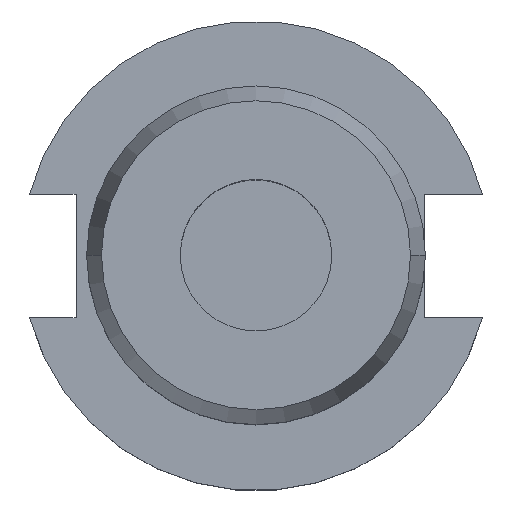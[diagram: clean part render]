
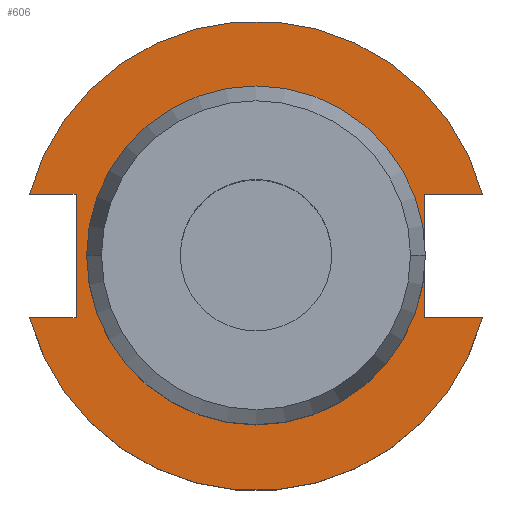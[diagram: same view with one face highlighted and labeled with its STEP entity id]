
A CAD part, top view. The second image highlights one B-rep face of the part: STEP entity #606.
In plain terms, the highlighted planar face has unit normal (0, 0, 1).
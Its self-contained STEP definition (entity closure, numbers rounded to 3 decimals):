
#7 = DIRECTION ( 'NONE',  ( 1., 0., 0. ) ) ;
#33 = CARTESIAN_POINT ( 'NONE',  ( -47.477, 12.954, 19.05 ) ) ;
#67 = VERTEX_POINT ( 'NONE', #1655 ) ;
#70 = CARTESIAN_POINT ( 'NONE',  ( 0., 0., 19.05 ) ) ;
#71 = LINE ( 'NONE', #1757, #1714 ) ;
#72 = ORIENTED_EDGE ( 'NONE', *, *, #876, .T. ) ;
#84 = CARTESIAN_POINT ( 'NONE',  ( -63.719, 12.954, 19.05 ) ) ;
#113 = AXIS2_PLACEMENT_3D ( 'NONE', #1168, #604, #736 ) ;
#134 = ORIENTED_EDGE ( 'NONE', *, *, #355, .F. ) ;
#138 = VERTEX_POINT ( 'NONE', #932 ) ;
#199 = EDGE_CURVE ( 'NONE', #528, #1565, #942, .T. ) ;
#242 = ORIENTED_EDGE ( 'NONE', *, *, #308, .F. ) ;
#247 = AXIS2_PLACEMENT_3D ( 'NONE', #70, #771, #793 ) ;
#281 = CARTESIAN_POINT ( 'NONE',  ( 0., 0., 19.05 ) ) ;
#284 = VERTEX_POINT ( 'NONE', #582 ) ;
#299 = CARTESIAN_POINT ( 'NONE',  ( 34.925, 0., 19.05 ) ) ;
#302 = FACE_OUTER_BOUND ( 'NONE', #918, .T. ) ;
#308 = EDGE_CURVE ( 'NONE', #138, #528, #857, .T. ) ;
#312 = VECTOR ( 'NONE', #570, 1000. ) ;
#329 = ORIENTED_EDGE ( 'NONE', *, *, #558, .F. ) ;
#333 = ORIENTED_EDGE ( 'NONE', *, *, #1623, .T. ) ;
#334 = DIRECTION ( 'NONE',  ( 0., 0., 1. ) ) ;
#355 = EDGE_CURVE ( 'NONE', #1851, #138, #1406, .T. ) ;
#399 = ORIENTED_EDGE ( 'NONE', *, *, #414, .F. ) ;
#414 = EDGE_CURVE ( 'NONE', #67, #1280, #71, .T. ) ;
#419 = CIRCLE ( 'NONE', #1520, 49.213 ) ;
#493 = CARTESIAN_POINT ( 'NONE',  ( 0., 49.213, 19.05 ) ) ;
#500 = VECTOR ( 'NONE', #705, 1000. ) ;
#528 = VERTEX_POINT ( 'NONE', #638 ) ;
#558 = EDGE_CURVE ( 'NONE', #1307, #894, #1255, .T. ) ;
#570 = DIRECTION ( 'NONE',  ( 0., -1., 0. ) ) ;
#582 = CARTESIAN_POINT ( 'NONE',  ( -47.477, -12.954, 19.05 ) ) ;
#591 = CARTESIAN_POINT ( 'NONE',  ( 35.306, 12.954, 19.05 ) ) ;
#595 = DIRECTION ( 'NONE',  ( 0., 0., 1. ) ) ;
#604 = DIRECTION ( 'NONE',  ( 0., 0., 1. ) ) ;
#606 = ADVANCED_FACE ( 'NONE', ( #1622, #302 ), #1060, .T. ) ;
#638 = CARTESIAN_POINT ( 'NONE',  ( 35.306, -12.954, 19.05 ) ) ;
#644 = LINE ( 'NONE', #1790, #887 ) ;
#645 = DIRECTION ( 'NONE',  ( 1., 0., 0. ) ) ;
#681 = CARTESIAN_POINT ( 'NONE',  ( -37.719, 12.954, 19.05 ) ) ;
#705 = DIRECTION ( 'NONE',  ( 1., 0., 0. ) ) ;
#710 = EDGE_CURVE ( 'NONE', #1280, #1071, #850, .T. ) ;
#736 = DIRECTION ( 'NONE',  ( 1., 0., 0. ) ) ;
#771 = DIRECTION ( 'NONE',  ( 0., 0., 1. ) ) ;
#793 = DIRECTION ( 'NONE',  ( 1., 0., 0. ) ) ;
#850 = LINE ( 'NONE', #84, #1528 ) ;
#857 = LINE ( 'NONE', #992, #312 ) ;
#862 = AXIS2_PLACEMENT_3D ( 'NONE', #873, #1322, #1029 ) ;
#873 = CARTESIAN_POINT ( 'NONE',  ( 0., 0., 19.05 ) ) ;
#876 = EDGE_CURVE ( 'NONE', #284, #1565, #419, .T. ) ;
#887 = VECTOR ( 'NONE', #645, 1000. ) ;
#894 = VERTEX_POINT ( 'NONE', #299 ) ;
#918 = EDGE_LOOP ( 'NONE', ( #72, #1189, #242, #134, #333, #1290, #399, #971 ) ) ;
#929 = DIRECTION ( 'NONE',  ( 1., 0., 0. ) ) ;
#931 = CARTESIAN_POINT ( 'NONE',  ( 47.477, 12.954, 19.05 ) ) ;
#932 = CARTESIAN_POINT ( 'NONE',  ( 35.306, 12.954, 19.05 ) ) ;
#942 = LINE ( 'NONE', #1415, #500 ) ;
#947 = CARTESIAN_POINT ( 'NONE',  ( -34.925, 0., 19.05 ) ) ;
#961 = DIRECTION ( 'NONE',  ( -1., 0., 0. ) ) ;
#971 = ORIENTED_EDGE ( 'NONE', *, *, #1222, .F. ) ;
#992 = CARTESIAN_POINT ( 'NONE',  ( 35.306, 12.954, 19.05 ) ) ;
#1001 = DIRECTION ( 'NONE',  ( -1., 0., 0. ) ) ;
#1029 = DIRECTION ( 'NONE',  ( 1., 0., 0. ) ) ;
#1060 = PLANE ( 'NONE',  #1841 ) ;
#1071 = VERTEX_POINT ( 'NONE', #33 ) ;
#1168 = CARTESIAN_POINT ( 'NONE',  ( 0., 0., 19.05 ) ) ;
#1189 = ORIENTED_EDGE ( 'NONE', *, *, #199, .F. ) ;
#1222 = EDGE_CURVE ( 'NONE', #284, #67, #644, .T. ) ;
#1255 = CIRCLE ( 'NONE', #247, 34.925 ) ;
#1280 = VERTEX_POINT ( 'NONE', #681 ) ;
#1290 = ORIENTED_EDGE ( 'NONE', *, *, #710, .F. ) ;
#1307 = VERTEX_POINT ( 'NONE', #947 ) ;
#1322 = DIRECTION ( 'NONE',  ( 0., 0., 1. ) ) ;
#1341 = DIRECTION ( 'NONE',  ( 0., 1., 0. ) ) ;
#1406 = LINE ( 'NONE', #591, #1604 ) ;
#1407 = ORIENTED_EDGE ( 'NONE', *, *, #1595, .F. ) ;
#1415 = CARTESIAN_POINT ( 'NONE',  ( 35.306, -12.954, 19.05 ) ) ;
#1444 = EDGE_LOOP ( 'NONE', ( #1407, #329 ) ) ;
#1500 = CIRCLE ( 'NONE', #862, 49.213 ) ;
#1520 = AXIS2_PLACEMENT_3D ( 'NONE', #281, #595, #7 ) ;
#1528 = VECTOR ( 'NONE', #961, 1000. ) ;
#1565 = VERTEX_POINT ( 'NONE', #1587 ) ;
#1587 = CARTESIAN_POINT ( 'NONE',  ( 47.477, -12.954, 19.05 ) ) ;
#1595 = EDGE_CURVE ( 'NONE', #894, #1307, #1798, .T. ) ;
#1604 = VECTOR ( 'NONE', #1001, 1000. ) ;
#1622 = FACE_BOUND ( 'NONE', #1444, .T. ) ;
#1623 = EDGE_CURVE ( 'NONE', #1851, #1071, #1500, .T. ) ;
#1655 = CARTESIAN_POINT ( 'NONE',  ( -37.719, -12.954, 19.05 ) ) ;
#1714 = VECTOR ( 'NONE', #1341, 1000. ) ;
#1757 = CARTESIAN_POINT ( 'NONE',  ( -37.719, 12.954, 19.05 ) ) ;
#1790 = CARTESIAN_POINT ( 'NONE',  ( -63.719, -12.954, 19.05 ) ) ;
#1798 = CIRCLE ( 'NONE', #113, 34.925 ) ;
#1841 = AXIS2_PLACEMENT_3D ( 'NONE', #493, #334, #929 ) ;
#1851 = VERTEX_POINT ( 'NONE', #931 ) ;
